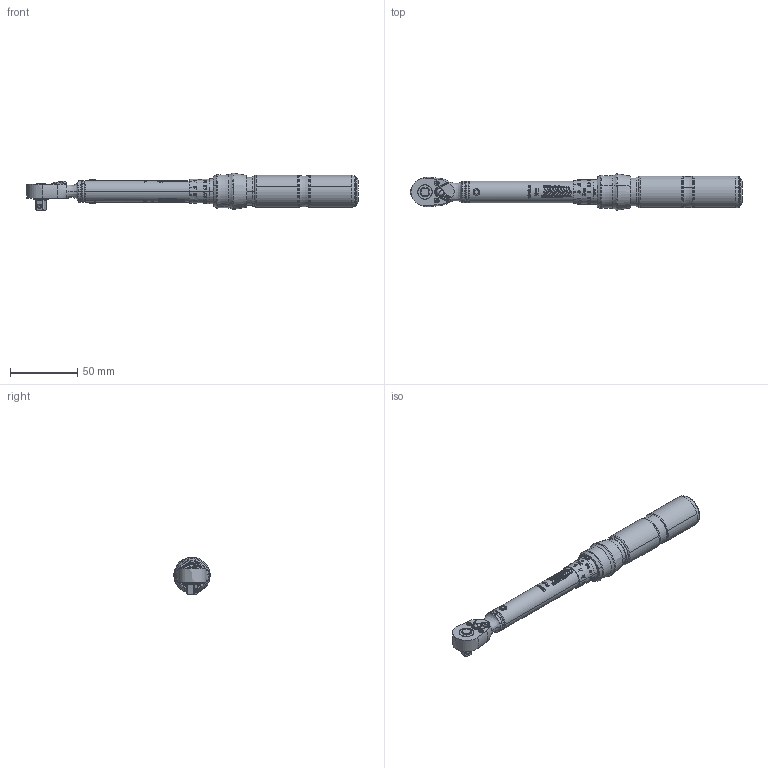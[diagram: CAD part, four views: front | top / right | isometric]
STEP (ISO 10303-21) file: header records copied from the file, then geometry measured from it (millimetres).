
FILE_DESCRIPTION((''),'2;1');
FILE_NAME('ASM0003_SW0002','2020-10-29T21:37:15',('INEVDh'),(''),'CREO PARAMETRIC BY PTC INC, 2018100','CREO PARAMETRIC BY PTC INC, 2018100','');
FILE_SCHEMA(('CONFIG_CONTROL_DESIGN'));
Products named in the file (1): ASM0003_SW0002
Bounding box: 247.56 x 27.06 x 28.08 mm (x, y, z)
Volume: 76894.2 mm3; surface area: 17892.6 mm2
Topology: 2 solids, 3 shells, 3737 faces, 10219 edges, 6793 vertices
Faces by surface type: bspline 1710, plane 1410, cylinder 317, extrusion 120, cone 109, torus 68, sphere 3
Entity records: 401540 total; most frequent: CARTESIAN_POINT 317866, ORIENTED_EDGE 20420, DIRECTION 12023, EDGE_CURVE 10210, VERTEX_POINT 6793, VECTOR 4477, LINE 4357, B_SPLINE_CURVE_WITH_KNOTS 4107
